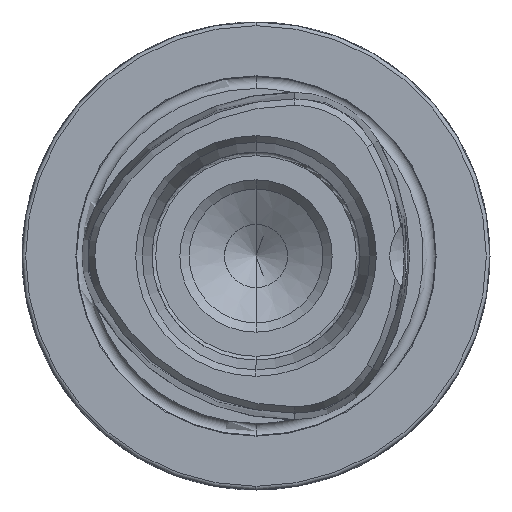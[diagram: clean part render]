
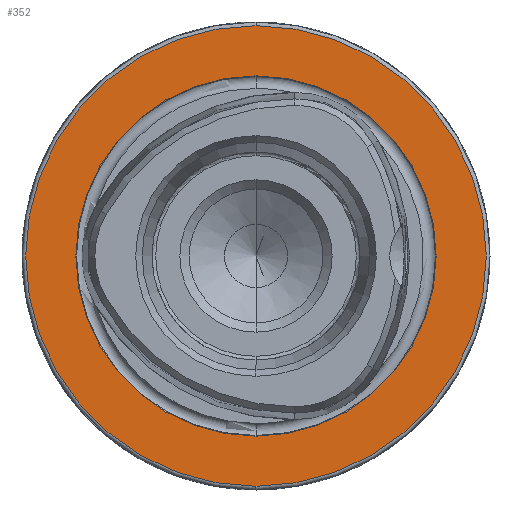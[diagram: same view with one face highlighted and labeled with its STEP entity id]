
A CAD part, left-side view. The second image highlights one B-rep face of the part: STEP entity #352.
In plain terms, the highlighted planar face has unit normal (-1, 0, 0).
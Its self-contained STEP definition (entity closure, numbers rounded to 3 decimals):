
#17 = EDGE_CURVE ( 'NONE', #6968, #6955, #8281, .T. ) ;
#21 = EDGE_CURVE ( 'NONE', #8321, #8349, #8294, .T. ) ;
#181 = CARTESIAN_POINT ( 'NONE',  ( 0., 0., 24.25 ) ) ;
#296 = CARTESIAN_POINT ( 'NONE',  ( 0., 0., -24.25 ) ) ;
#352 = ADVANCED_FACE ( 'NONE', ( #3627, #3639 ), #2062, .F. ) ;
#1235 = DIRECTION ( 'NONE',  ( 0., 0., 1. ) ) ;
#1236 = DIRECTION ( 'NONE',  ( -1., 0., 0. ) ) ;
#1237 = CARTESIAN_POINT ( 'NONE',  ( 0., 0., 0. ) ) ;
#1240 = DIRECTION ( 'NONE',  ( 0., 0., 1. ) ) ;
#1241 = DIRECTION ( 'NONE',  ( -1., 0., 0. ) ) ;
#1242 = CARTESIAN_POINT ( 'NONE',  ( 0., 0., 0. ) ) ;
#1575 = AXIS2_PLACEMENT_3D ( 'NONE', #2233, #2232, #2231 ) ;
#1581 = AXIS2_PLACEMENT_3D ( 'NONE', #2244, #2243, #2242 ) ;
#1903 = AXIS2_PLACEMENT_3D ( 'NONE', #2065, #2060, #2059 ) ;
#2059 = DIRECTION ( 'NONE',  ( 0., 0., -1. ) ) ;
#2060 = DIRECTION ( 'NONE',  ( 1., 0., 0. ) ) ;
#2062 = PLANE ( 'NONE',  #1903 ) ;
#2065 = CARTESIAN_POINT ( 'NONE',  ( 0., 24.25, 0. ) ) ;
#2231 = DIRECTION ( 'NONE',  ( 0., 0., 1. ) ) ;
#2232 = DIRECTION ( 'NONE',  ( -1., 0., 0. ) ) ;
#2233 = CARTESIAN_POINT ( 'NONE',  ( 0., 0., 0. ) ) ;
#2242 = DIRECTION ( 'NONE',  ( 0., 0., 1. ) ) ;
#2243 = DIRECTION ( 'NONE',  ( -1., 0., 0. ) ) ;
#2244 = CARTESIAN_POINT ( 'NONE',  ( 0., 0., 0. ) ) ;
#3627 = FACE_BOUND ( 'NONE', #4412, .T. ) ;
#3639 = FACE_OUTER_BOUND ( 'NONE', #4410, .T. ) ;
#4410 = EDGE_LOOP ( 'NONE', ( #8531, #8532 ) ) ;
#4412 = EDGE_LOOP ( 'NONE', ( #8529, #8530 ) ) ;
#5441 = CIRCLE ( 'NONE', #7143, 24.25 ) ;
#6401 = EDGE_CURVE ( 'NONE', #8349, #8321, #7403, .T. ) ;
#6402 = EDGE_CURVE ( 'NONE', #6955, #6968, #5441, .T. ) ;
#6955 = VERTEX_POINT ( 'NONE', #181 ) ;
#6968 = VERTEX_POINT ( 'NONE', #296 ) ;
#7142 = AXIS2_PLACEMENT_3D ( 'NONE', #1242, #1241, #1240 ) ;
#7143 = AXIS2_PLACEMENT_3D ( 'NONE', #1237, #1236, #1235 ) ;
#7403 = CIRCLE ( 'NONE', #7142, 31. ) ;
#8281 = CIRCLE ( 'NONE', #1581, 24.25 ) ;
#8294 = CIRCLE ( 'NONE', #1575, 31. ) ;
#8321 = VERTEX_POINT ( 'NONE', #9122 ) ;
#8349 = VERTEX_POINT ( 'NONE', #9149 ) ;
#8529 = ORIENTED_EDGE ( 'NONE', *, *, #6402, .F. ) ;
#8530 = ORIENTED_EDGE ( 'NONE', *, *, #17, .F. ) ;
#8531 = ORIENTED_EDGE ( 'NONE', *, *, #21, .T. ) ;
#8532 = ORIENTED_EDGE ( 'NONE', *, *, #6401, .T. ) ;
#9122 = CARTESIAN_POINT ( 'NONE',  ( 0., 0., 31. ) ) ;
#9149 = CARTESIAN_POINT ( 'NONE',  ( 0., 0., -31. ) ) ;
